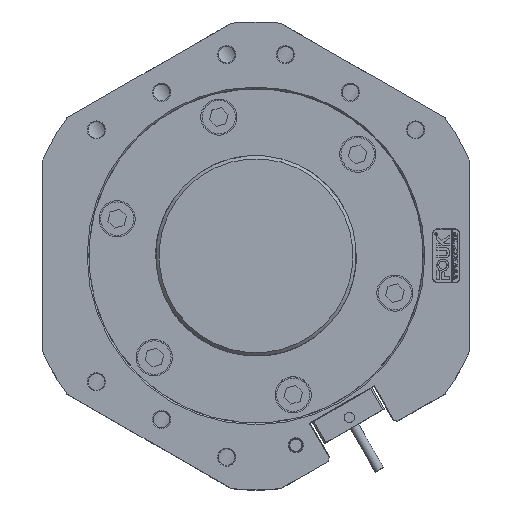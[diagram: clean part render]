
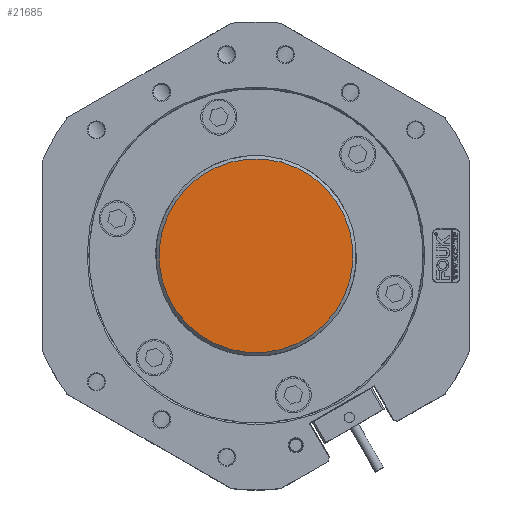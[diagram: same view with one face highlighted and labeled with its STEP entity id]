
A CAD part, top view. The second image highlights one B-rep face of the part: STEP entity #21685.
In plain terms, the highlighted face is planar.
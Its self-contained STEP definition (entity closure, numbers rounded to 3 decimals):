
#3344 = CARTESIAN_POINT ( 'NONE',  ( 0., 28.1, 29. ) ) ;
#4159 = AXIS2_PLACEMENT_3D ( 'NONE', #13418, #33357, #33811 ) ;
#5912 = EDGE_CURVE ( 'NONE', #31847, #15996, #22698, .T. ) ;
#6200 = CIRCLE ( 'NONE', #4159, 29. ) ;
#7787 = ORIENTED_EDGE ( 'NONE', *, *, #10926, .T. ) ;
#8594 = AXIS2_PLACEMENT_3D ( 'NONE', #39397, #25465, #12191 ) ;
#8775 = PLANE ( 'NONE',  #8594 ) ;
#9511 = CARTESIAN_POINT ( 'NONE',  ( 0., 28.1, 0. ) ) ;
#10926 = EDGE_CURVE ( 'NONE', #15996, #31847, #6200, .T. ) ;
#12191 = DIRECTION ( 'NONE',  ( 0., 0., -1. ) ) ;
#12240 = EDGE_LOOP ( 'NONE', ( #24484, #7787 ) ) ;
#12407 = CARTESIAN_POINT ( 'NONE',  ( 0., 28.1, -29. ) ) ;
#12918 = DIRECTION ( 'NONE',  ( 0., 0., -1. ) ) ;
#13418 = CARTESIAN_POINT ( 'NONE',  ( 0., 28.1, 0. ) ) ;
#15996 = VERTEX_POINT ( 'NONE', #3344 ) ;
#21470 = AXIS2_PLACEMENT_3D ( 'NONE', #9511, #37158, #12918 ) ;
#21685 = ADVANCED_FACE ( 'NONE', ( #29986 ), #8775, .F. ) ;
#22698 = CIRCLE ( 'NONE', #21470, 29. ) ;
#24484 = ORIENTED_EDGE ( 'NONE', *, *, #5912, .T. ) ;
#25465 = DIRECTION ( 'NONE',  ( 0., -1., 0. ) ) ;
#29986 = FACE_OUTER_BOUND ( 'NONE', #12240, .T. ) ;
#31847 = VERTEX_POINT ( 'NONE', #12407 ) ;
#33357 = DIRECTION ( 'NONE',  ( 0., 1., 0. ) ) ;
#33811 = DIRECTION ( 'NONE',  ( 0., 0., -1. ) ) ;
#37158 = DIRECTION ( 'NONE',  ( 0., 1., 0. ) ) ;
#39397 = CARTESIAN_POINT ( 'NONE',  ( -30., 28.1, 0. ) ) ;
